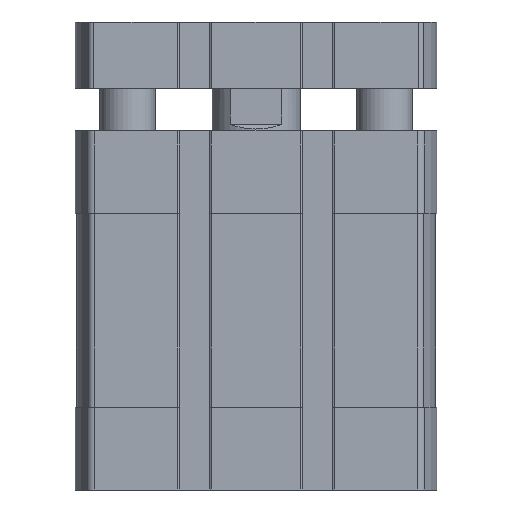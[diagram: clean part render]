
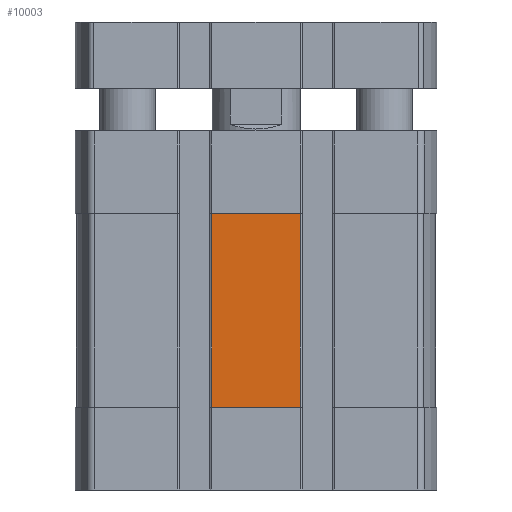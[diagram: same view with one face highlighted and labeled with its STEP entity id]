
A CAD part, front view. The second image highlights one B-rep face of the part: STEP entity #10003.
In plain terms, the highlighted face is planar.
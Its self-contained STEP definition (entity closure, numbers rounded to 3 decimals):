
#100=PLANE('',#10822);
#864=LINE('',#15986,#1720);
#865=LINE('',#15989,#1721);
#866=LINE('',#15991,#1722);
#867=LINE('',#15993,#1723);
#1720=VECTOR('',#12642,1000.);
#1721=VECTOR('',#12643,1000.);
#1722=VECTOR('',#12644,1000.);
#1723=VECTOR('',#12645,1000.);
#3224=ORIENTED_EDGE('',*,*,#5806,.F.);
#3225=ORIENTED_EDGE('',*,*,#5807,.F.);
#3226=ORIENTED_EDGE('',*,*,#5808,.T.);
#3227=ORIENTED_EDGE('',*,*,#5809,.T.);
#5806=EDGE_CURVE('',#7121,#7122,#864,.T.);
#5807=EDGE_CURVE('',#7123,#7121,#865,.T.);
#5808=EDGE_CURVE('',#7123,#7124,#866,.T.);
#5809=EDGE_CURVE('',#7124,#7122,#867,.T.);
#7121=VERTEX_POINT('',#15987);
#7122=VERTEX_POINT('',#15988);
#7123=VERTEX_POINT('',#15990);
#7124=VERTEX_POINT('',#15992);
#8386=EDGE_LOOP('',(#3224,#3225,#3226,#3227));
#9102=FACE_BOUND('',#8386,.T.);
#10003=ADVANCED_FACE('',(#9102),#100,.T.);
#10822=AXIS2_PLACEMENT_3D('',#15985,#12640,#12641);
#12640=DIRECTION('',(-1.,0.,0.));
#12641=DIRECTION('',(0.,0.,1.));
#12642=DIRECTION('',(0.,-1.,0.));
#12643=DIRECTION('',(0.,0.,1.));
#12644=DIRECTION('',(0.,-1.,0.));
#12645=DIRECTION('',(0.,0.,1.));
#15985=CARTESIAN_POINT('',(-32.5,8.,-50.));
#15986=CARTESIAN_POINT('',(-32.5,8.,-15.));
#15987=CARTESIAN_POINT('',(-32.5,8.,-15.));
#15988=CARTESIAN_POINT('',(-32.5,-8.,-15.));
#15989=CARTESIAN_POINT('',(-32.5,8.,-50.));
#15990=CARTESIAN_POINT('',(-32.5,8.,-50.));
#15991=CARTESIAN_POINT('',(-32.5,8.,-50.));
#15992=CARTESIAN_POINT('',(-32.5,-8.,-50.));
#15993=CARTESIAN_POINT('',(-32.5,-8.,-50.));
